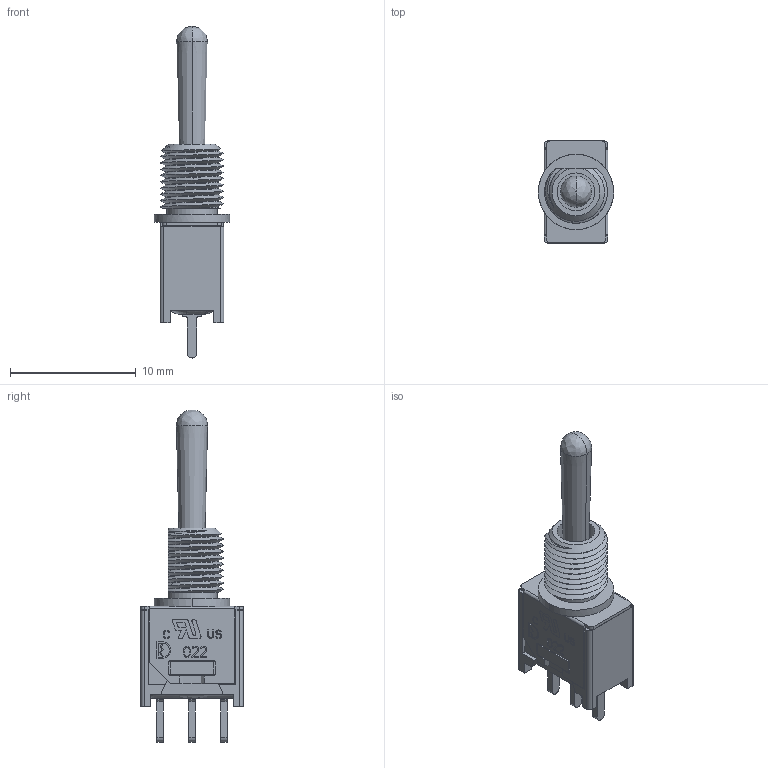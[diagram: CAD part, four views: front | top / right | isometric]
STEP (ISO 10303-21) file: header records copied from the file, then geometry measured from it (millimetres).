
FILE_DESCRIPTION((''),'2;1');
FILE_NAME('17','2021-04-28T14:54:16',('AB'),(''),'CREO PARAMETRIC BY PTC INC, 2016510','CREO PARAMETRIC BY PTC INC, 2016510','');
FILE_SCHEMA(('CONFIG_CONTROL_DESIGN','GEOMETRIC_VALIDATION_PROPERTIES_MIM'));
Length unit declared in the file: millimetre
Products named in the file (1): 17
Bounding box: 6 x 8.13 x 26.42 mm (x, y, z)
Volume: 420.4 mm3; surface area: 786.7 mm2
Topology: 2 solids, 2 shells, 899 faces, 2572 edges, 1714 vertices
Faces by surface type: plane 793, cylinder 56, bspline 47, cone 3
Entity records: 42255 total; most frequent: CARTESIAN_POINT 12650, ORIENTED_EDGE 5144, DIRECTION 4260, EDGE_CURVE 2572, VECTOR 2300, LINE 2300, VERTEX_POINT 1714, AXIS2_PLACEMENT_3D 980
